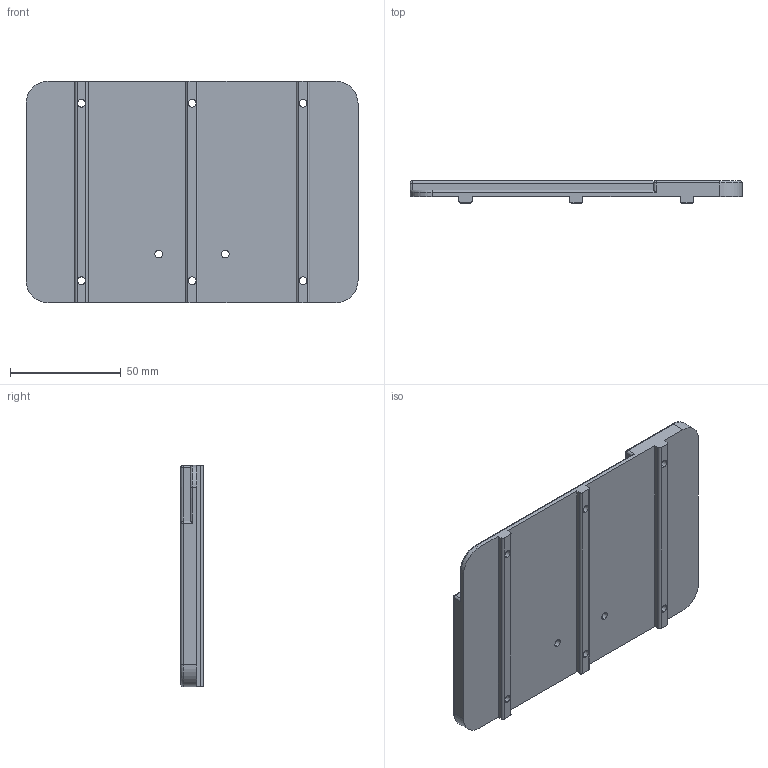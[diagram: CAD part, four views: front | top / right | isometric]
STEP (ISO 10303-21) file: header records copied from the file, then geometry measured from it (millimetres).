
FILE_DESCRIPTION (( 'STEP AP214' ), '1' );
FILE_NAME ('Robo2 Jig Corner Alt.STEP', '2025-05-25T23:13:19', ( '' ), ( '' ), 'SwSTEP 2.0', 'SolidWorks 2024', '' );
FILE_SCHEMA (( 'AUTOMOTIVE_DESIGN' ));
Length unit declared in the file: millimetre
Products named in the file (1): Robo2 Jig Corner Alt
Bounding box: 149.8 x 10 x 100 mm (x, y, z)
Volume: 98349 mm3; surface area: 35114.9 mm2
Topology: 1 solids, 1 shells, 63 faces, 168 edges, 105 vertices
Faces by surface type: cylinder 36, plane 21, torus 4, sphere 2
Entity records: 2009 total; most frequent: DIRECTION 361, CARTESIAN_POINT 344, ORIENTED_EDGE 332, EDGE_CURVE 166, AXIS2_PLACEMENT_3D 134, VERTEX_POINT 105, VECTOR 93, LINE 93
